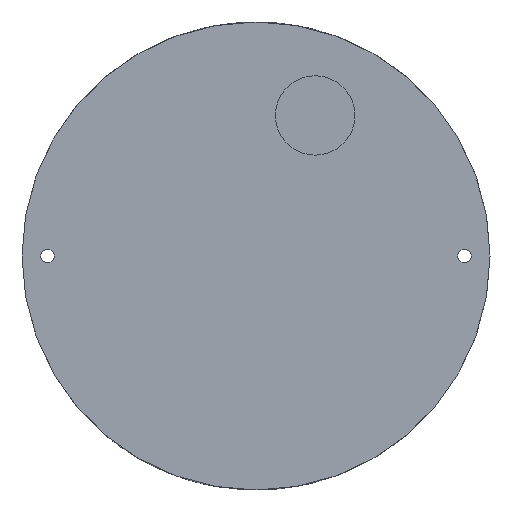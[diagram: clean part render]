
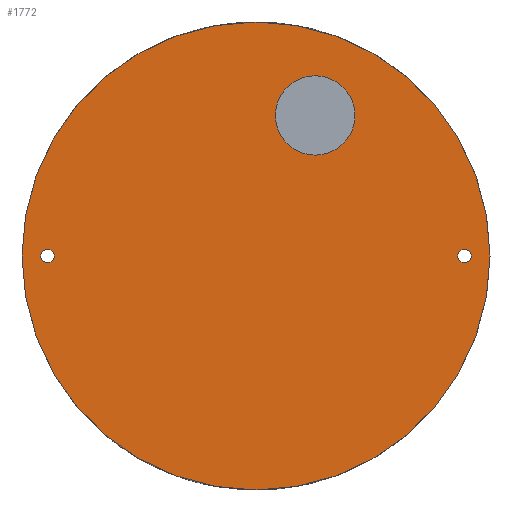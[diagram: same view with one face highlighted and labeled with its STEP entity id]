
A CAD part, front view. The second image highlights one B-rep face of the part: STEP entity #1772.
In plain terms, the highlighted planar face has unit normal (0, -1, 0).
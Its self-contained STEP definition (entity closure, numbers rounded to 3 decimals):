
#41=FACE_BOUND('',#295,.T.);
#42=FACE_BOUND('',#296,.T.);
#43=FACE_BOUND('',#297,.T.);
#72=CIRCLE('',#1865,0.6);
#74=CIRCLE('',#1868,0.6);
#80=CIRCLE('',#1878,3.5);
#99=CIRCLE('',#1912,20.616);
#190=FACE_OUTER_BOUND('',#294,.T.);
#294=EDGE_LOOP('',(#1485));
#295=EDGE_LOOP('',(#1486));
#296=EDGE_LOOP('',(#1487));
#297=EDGE_LOOP('',(#1488));
#811=VERTEX_POINT('',#2703);
#813=VERTEX_POINT('',#2709);
#825=VERTEX_POINT('',#2745);
#860=VERTEX_POINT('',#3080);
#1010=EDGE_CURVE('',#811,#811,#72,.T.);
#1013=EDGE_CURVE('',#813,#813,#74,.T.);
#1033=EDGE_CURVE('',#825,#825,#80,.T.);
#1087=EDGE_CURVE('',#860,#860,#99,.T.);
#1485=ORIENTED_EDGE('',*,*,#1087,.T.);
#1486=ORIENTED_EDGE('',*,*,#1010,.T.);
#1487=ORIENTED_EDGE('',*,*,#1013,.T.);
#1488=ORIENTED_EDGE('',*,*,#1033,.T.);
#1683=PLANE('',#1914);
#1772=ADVANCED_FACE('',(#190,#41,#42,#43),#1683,.T.);
#1865=AXIS2_PLACEMENT_3D('',#2705,#2181,#2182);
#1868=AXIS2_PLACEMENT_3D('',#2711,#2188,#2189);
#1878=AXIS2_PLACEMENT_3D('',#2747,#2222,#2223);
#1912=AXIS2_PLACEMENT_3D('',#3081,#2313,#2314);
#1914=AXIS2_PLACEMENT_3D('',#3085,#2319,#2320);
#2181=DIRECTION('center_axis',(0.,1.,0.));
#2182=DIRECTION('ref_axis',(1.,0.,0.));
#2188=DIRECTION('center_axis',(0.,1.,0.));
#2189=DIRECTION('ref_axis',(1.,0.,0.));
#2222=DIRECTION('center_axis',(0.,1.,0.));
#2223=DIRECTION('ref_axis',(1.,0.,0.));
#2313=DIRECTION('center_axis',(0.,-1.,0.));
#2314=DIRECTION('ref_axis',(1.,0.,0.));
#2319=DIRECTION('center_axis',(0.,-1.,0.));
#2320=DIRECTION('ref_axis',(1.,0.,0.));
#2703=CARTESIAN_POINT('',(17.76,-21.381,0.));
#2705=CARTESIAN_POINT('Origin',(18.36,-21.381,0.));
#2709=CARTESIAN_POINT('',(-18.96,-21.381,0.));
#2711=CARTESIAN_POINT('Origin',(-18.36,-21.381,0.));
#2745=CARTESIAN_POINT('',(1.713,-21.381,12.382));
#2747=CARTESIAN_POINT('Origin',(5.213,-21.381,12.382));
#3080=CARTESIAN_POINT('',(-20.616,-21.381,0.));
#3081=CARTESIAN_POINT('Origin',(0.,-21.381,0.));
#3085=CARTESIAN_POINT('Origin',(0.,-21.381,0.));
